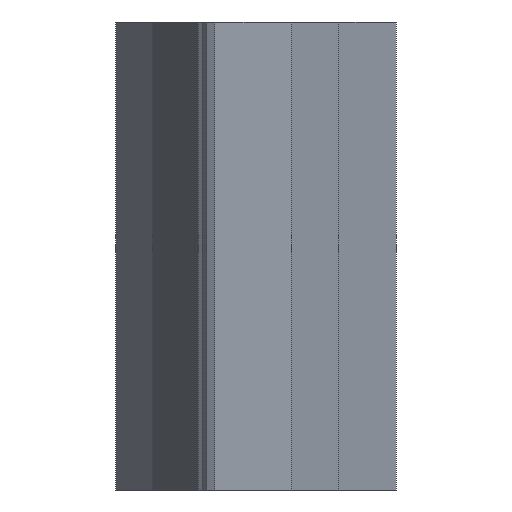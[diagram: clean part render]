
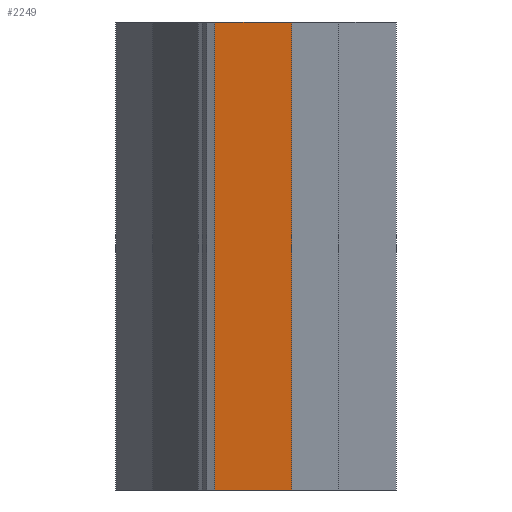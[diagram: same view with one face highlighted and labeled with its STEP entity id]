
A CAD part, front view. The second image highlights one B-rep face of the part: STEP entity #2249.
In plain terms, the highlighted planar face has unit normal (0.848, -0.53, 0).
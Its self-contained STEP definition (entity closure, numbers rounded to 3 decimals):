
#32 = PLANE('',#33);
#33 = AXIS2_PLACEMENT_3D('',#34,#35,#36);
#34 = CARTESIAN_POINT('',(-60.,80.,-70.));
#35 = DIRECTION('',(-0.,0.,1.));
#36 = DIRECTION('',(-1.,0.,0.));
#1121 = VERTEX_POINT('',#1122);
#1122 = CARTESIAN_POINT('',(-28.793,23.641,-70.));
#1136 = PLANE('',#1137);
#1137 = AXIS2_PLACEMENT_3D('',#1138,#1139,#1140);
#1138 = CARTESIAN_POINT('',(-28.972,26.364,-60.));
#1139 = DIRECTION('',(0.998,0.065,
    0.));
#1140 = DIRECTION('',(-0.065,0.998,0.));
#1148 = EDGE_CURVE('',#1121,#1149,#1151,.T.);
#1149 = VERTEX_POINT('',#1150);
#1150 = CARTESIAN_POINT('',(-30.437,21.009,-70.));
#1151 = SURFACE_CURVE('',#1152,(#1156,#1163),.PCURVE_S1.);
#1152 = LINE('',#1153,#1154);
#1153 = CARTESIAN_POINT('',(-28.793,23.641,-70.));
#1154 = VECTOR('',#1155,1.);
#1155 = DIRECTION('',(-0.53,-0.848,0.
    ));
#1156 = PCURVE('',#32,#1157);
#1157 = DEFINITIONAL_REPRESENTATION('',(#1158),#1162);
#1158 = LINE('',#1159,#1160);
#1159 = CARTESIAN_POINT('',(-31.207,56.359));
#1160 = VECTOR('',#1161,1.);
#1161 = DIRECTION('',(0.53,0.848));
#1162 = ( GEOMETRIC_REPRESENTATION_CONTEXT(2) 
PARAMETRIC_REPRESENTATION_CONTEXT() REPRESENTATION_CONTEXT('2D SPACE',''
  ) );
#1163 = PCURVE('',#1164,#1169);
#1164 = PLANE('',#1165);
#1165 = AXIS2_PLACEMENT_3D('',#1166,#1167,#1168);
#1166 = CARTESIAN_POINT('',(-28.793,23.641,-60.));
#1167 = DIRECTION('',(0.848,-0.53,0.)
  );
#1168 = DIRECTION('',(0.53,0.848,0.));
#1169 = DEFINITIONAL_REPRESENTATION('',(#1170),#1174);
#1170 = LINE('',#1171,#1172);
#1171 = CARTESIAN_POINT('',(0.,-10.));
#1172 = VECTOR('',#1173,1.);
#1173 = DIRECTION('',(-1.,0.));
#1174 = ( GEOMETRIC_REPRESENTATION_CONTEXT(2) 
PARAMETRIC_REPRESENTATION_CONTEXT() REPRESENTATION_CONTEXT('2D SPACE',''
  ) );
#1190 = PLANE('',#1191);
#1191 = AXIS2_PLACEMENT_3D('',#1192,#1193,#1194);
#1192 = CARTESIAN_POINT('',(-30.606,21.115,-60.));
#1193 = DIRECTION('',(0.53,0.848,0.));
#1194 = DIRECTION('',(-0.848,0.53,0.)
  );
#1216 = PLANE('',#1217);
#1217 = AXIS2_PLACEMENT_3D('',#1218,#1219,#1220);
#1218 = CARTESIAN_POINT('',(-60.,80.,-60.));
#1219 = DIRECTION('',(-0.,0.,1.));
#1220 = DIRECTION('',(-1.,0.,0.));
#1236 = VERTEX_POINT('',#1237);
#1237 = CARTESIAN_POINT('',(-30.437,21.009,-60.));
#1258 = EDGE_CURVE('',#1259,#1236,#1261,.T.);
#1259 = VERTEX_POINT('',#1260);
#1260 = CARTESIAN_POINT('',(-28.793,23.641,-60.));
#1261 = SURFACE_CURVE('',#1262,(#1266,#1273),.PCURVE_S1.);
#1262 = LINE('',#1263,#1264);
#1263 = CARTESIAN_POINT('',(-28.793,23.641,-60.));
#1264 = VECTOR('',#1265,1.);
#1265 = DIRECTION('',(-0.53,-0.848,0.
    ));
#1266 = PCURVE('',#1216,#1267);
#1267 = DEFINITIONAL_REPRESENTATION('',(#1268),#1272);
#1268 = LINE('',#1269,#1270);
#1269 = CARTESIAN_POINT('',(-31.207,56.359));
#1270 = VECTOR('',#1271,1.);
#1271 = DIRECTION('',(0.53,0.848));
#1272 = ( GEOMETRIC_REPRESENTATION_CONTEXT(2) 
PARAMETRIC_REPRESENTATION_CONTEXT() REPRESENTATION_CONTEXT('2D SPACE',''
  ) );
#1273 = PCURVE('',#1164,#1274);
#1274 = DEFINITIONAL_REPRESENTATION('',(#1275),#1279);
#1275 = LINE('',#1276,#1277);
#1276 = CARTESIAN_POINT('',(0.,0.));
#1277 = VECTOR('',#1278,1.);
#1278 = DIRECTION('',(-1.,0.));
#1279 = ( GEOMETRIC_REPRESENTATION_CONTEXT(2) 
PARAMETRIC_REPRESENTATION_CONTEXT() REPRESENTATION_CONTEXT('2D SPACE',''
  ) );
#2228 = EDGE_CURVE('',#1236,#1149,#2229,.T.);
#2229 = SURFACE_CURVE('',#2230,(#2234,#2241),.PCURVE_S1.);
#2230 = LINE('',#2231,#2232);
#2231 = CARTESIAN_POINT('',(-30.437,21.009,-60.));
#2232 = VECTOR('',#2233,1.);
#2233 = DIRECTION('',(0.,0.,-1.));
#2234 = PCURVE('',#1190,#2235);
#2235 = DEFINITIONAL_REPRESENTATION('',(#2236),#2240);
#2236 = LINE('',#2237,#2238);
#2237 = CARTESIAN_POINT('',(-0.2,0.));
#2238 = VECTOR('',#2239,1.);
#2239 = DIRECTION('',(0.,-1.));
#2240 = ( GEOMETRIC_REPRESENTATION_CONTEXT(2) 
PARAMETRIC_REPRESENTATION_CONTEXT() REPRESENTATION_CONTEXT('2D SPACE',''
  ) );
#2241 = PCURVE('',#1164,#2242);
#2242 = DEFINITIONAL_REPRESENTATION('',(#2243),#2247);
#2243 = LINE('',#2244,#2245);
#2244 = CARTESIAN_POINT('',(-3.103,0.));
#2245 = VECTOR('',#2246,1.);
#2246 = DIRECTION('',(0.,-1.));
#2247 = ( GEOMETRIC_REPRESENTATION_CONTEXT(2) 
PARAMETRIC_REPRESENTATION_CONTEXT() REPRESENTATION_CONTEXT('2D SPACE',''
  ) );
#2249 = ADVANCED_FACE('',(#2250),#1164,.T.);
#2250 = FACE_BOUND('',#2251,.T.);
#2251 = EDGE_LOOP('',(#2252,#2253,#2254,#2275));
#2252 = ORIENTED_EDGE('',*,*,#2228,.T.);
#2253 = ORIENTED_EDGE('',*,*,#1148,.F.);
#2254 = ORIENTED_EDGE('',*,*,#2255,.F.);
#2255 = EDGE_CURVE('',#1259,#1121,#2256,.T.);
#2256 = SURFACE_CURVE('',#2257,(#2261,#2268),.PCURVE_S1.);
#2257 = LINE('',#2258,#2259);
#2258 = CARTESIAN_POINT('',(-28.793,23.641,-60.));
#2259 = VECTOR('',#2260,1.);
#2260 = DIRECTION('',(0.,0.,-1.));
#2261 = PCURVE('',#1164,#2262);
#2262 = DEFINITIONAL_REPRESENTATION('',(#2263),#2267);
#2263 = LINE('',#2264,#2265);
#2264 = CARTESIAN_POINT('',(0.,0.));
#2265 = VECTOR('',#2266,1.);
#2266 = DIRECTION('',(0.,-1.));
#2267 = ( GEOMETRIC_REPRESENTATION_CONTEXT(2) 
PARAMETRIC_REPRESENTATION_CONTEXT() REPRESENTATION_CONTEXT('2D SPACE',''
  ) );
#2268 = PCURVE('',#1136,#2269);
#2269 = DEFINITIONAL_REPRESENTATION('',(#2270),#2274);
#2270 = LINE('',#2271,#2272);
#2271 = CARTESIAN_POINT('',(-2.729,0.));
#2272 = VECTOR('',#2273,1.);
#2273 = DIRECTION('',(0.,-1.));
#2274 = ( GEOMETRIC_REPRESENTATION_CONTEXT(2) 
PARAMETRIC_REPRESENTATION_CONTEXT() REPRESENTATION_CONTEXT('2D SPACE',''
  ) );
#2275 = ORIENTED_EDGE('',*,*,#1258,.T.);
